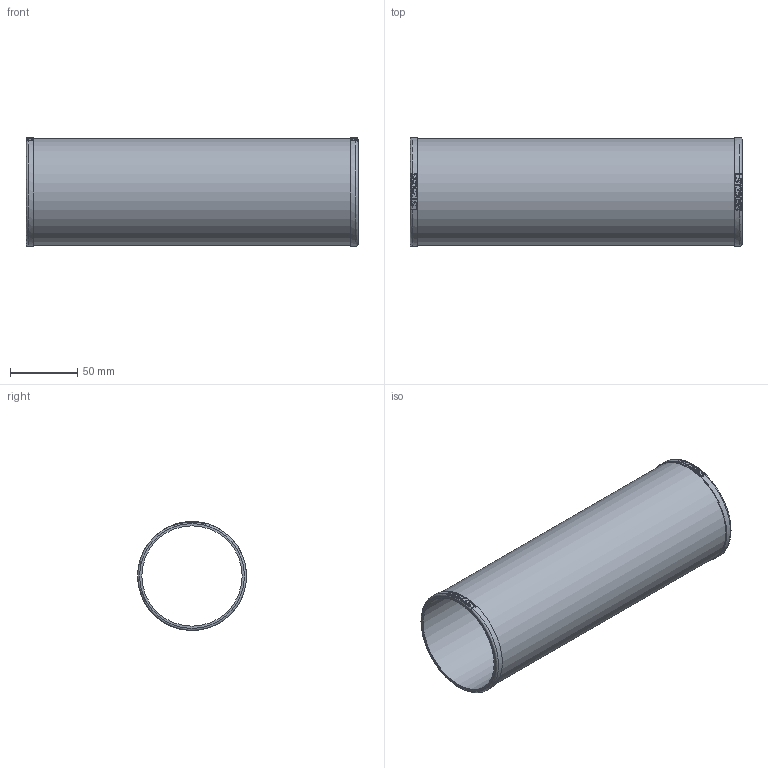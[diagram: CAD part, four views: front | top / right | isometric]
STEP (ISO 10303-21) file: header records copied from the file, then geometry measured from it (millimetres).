
FILE_DESCRIPTION(/* description */ ('2" LST SCREEN - 50 MESH'),/* implementation_level */ '2;1');
FILE_NAME(/* name */ 'LST250SS.stp',/* time_stamp */ '2017-04-10T15:37:21-04:00',/* author */ ('MEG'),/* organization */ (''),/* preprocessor_version */ 'ST-DEVELOPER v16.5',/* originating_system */ 'Autodesk Inventor 2017',/* authorisation */ '');
FILE_SCHEMA (('AUTOMOTIVE_DESIGN { 1 0 10303 214 3 1 1 }'));
Length unit declared in the file: inch
Products named in the file (1): LST250SS
Bounding box: 246.89 x 80.98 x 80.98 mm (x, y, z)
Volume: 146392.5 mm3; surface area: 121294.3 mm2
Topology: 1 solids, 1 shells, 274 faces, 802 edges, 534 vertices
Faces by surface type: bspline 168, plane 82, cylinder 22, torus 2
Full cylindrical faces by diameter (mm): 74.612 x1, 79.451 x1, 80.975 x2
Entity records: 11943 total; most frequent: CARTESIAN_POINT 5711, ORIENTED_EDGE 1588, DIRECTION 802, EDGE_CURVE 794, VERTEX_POINT 532, B_SPLINE_CURVE_WITH_KNOTS 344, LINE 312, VECTOR 312
